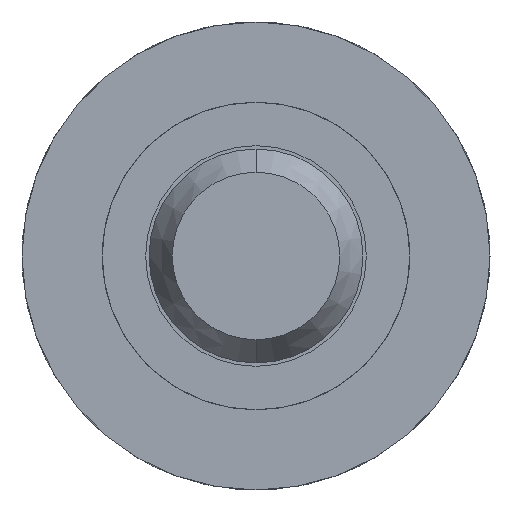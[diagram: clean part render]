
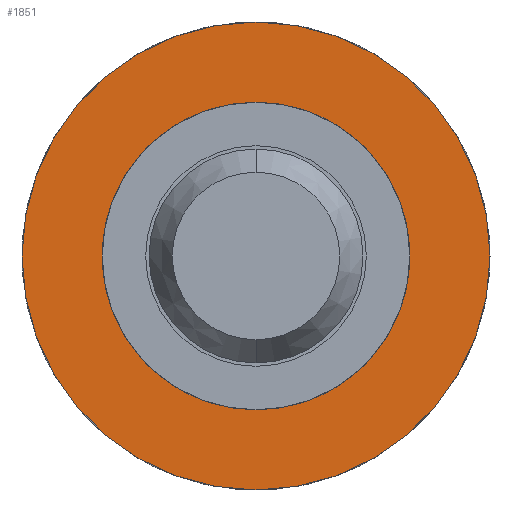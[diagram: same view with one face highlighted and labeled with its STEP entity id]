
A CAD part, front view. The second image highlights one B-rep face of the part: STEP entity #1851.
In plain terms, the highlighted planar face has unit normal (0, -1, 0).
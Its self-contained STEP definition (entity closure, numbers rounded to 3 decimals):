
#45 = DIRECTION ( 'NONE',  ( 0., -1., 0. ) ) ;
#117 = VERTEX_POINT ( 'NONE', #1278 ) ;
#427 = ORIENTED_EDGE ( 'NONE', *, *, #6446, .F. ) ;
#473 = ORIENTED_EDGE ( 'NONE', *, *, #4748, .T. ) ;
#538 = DIRECTION ( 'NONE',  ( 0., 0., -1. ) ) ;
#859 = CIRCLE ( 'NONE', #2273, 1.75 ) ;
#903 = CARTESIAN_POINT ( 'NONE',  ( 0., 5.6, 0. ) ) ;
#1278 = CARTESIAN_POINT ( 'NONE',  ( 0., 5.6, 0.5 ) ) ;
#1538 = EDGE_LOOP ( 'NONE', ( #5309, #473 ) ) ;
#1762 = FACE_OUTER_BOUND ( 'NONE', #1538, .T. ) ;
#1851 = ADVANCED_FACE ( 'Defeature ausgef�hrt2_21', ( #1762, #6538 ), #2011, .T. ) ;
#2006 = EDGE_CURVE ( 'Defeature ausgef�hrt2_21+Defeature ausgef�hrt2_22+Defeature ausgef�hrt2_22+Defeature ausgef�hrt2_22', #2638, #4193, #4872, .T. ) ;
#2011 = PLANE ( 'NONE',  #3055 ) ;
#2025 = CARTESIAN_POINT ( 'NONE',  ( 0., 5.6, -1.75 ) ) ;
#2273 = AXIS2_PLACEMENT_3D ( 'NONE', #6365, #5810, #6314 ) ;
#2379 = EDGE_LOOP ( 'NONE', ( #5683, #427 ) ) ;
#2522 = DIRECTION ( 'NONE',  ( 0., 0., -1. ) ) ;
#2638 = VERTEX_POINT ( 'NONE', #2025 ) ;
#2910 = CARTESIAN_POINT ( 'NONE',  ( 0., 5.6, -0.5 ) ) ;
#2950 = DIRECTION ( 'NONE',  ( 0., 0., -1. ) ) ;
#2953 = DIRECTION ( 'NONE',  ( 0., -1., 0. ) ) ;
#3055 = AXIS2_PLACEMENT_3D ( 'NONE', #3961, #5574, #2522 ) ;
#3083 = CIRCLE ( 'NONE', #4833, 0.5 ) ;
#3235 = CIRCLE ( 'NONE', #5977, 0.5 ) ;
#3961 = CARTESIAN_POINT ( 'NONE',  ( 1.75, 5.6, 0. ) ) ;
#3990 = VERTEX_POINT ( 'NONE', #2910 ) ;
#4010 = DIRECTION ( 'NONE',  ( 0., 0., -1. ) ) ;
#4193 = VERTEX_POINT ( 'NONE', #6261 ) ;
#4489 = CARTESIAN_POINT ( 'NONE',  ( 0., 5.6, 0. ) ) ;
#4748 = EDGE_CURVE ( 'Defeature ausgef�hrt2_21+Defeature ausgef�hrt2_22+Defeature ausgef�hrt2_22+Defeature ausgef�hrt2_22', #4193, #2638, #859, .T. ) ;
#4833 = AXIS2_PLACEMENT_3D ( 'NONE', #903, #6472, #2950 ) ;
#4872 = CIRCLE ( 'NONE', #5172, 1.75 ) ;
#5172 = AXIS2_PLACEMENT_3D ( 'NONE', #6107, #45, #538 ) ;
#5309 = ORIENTED_EDGE ( 'NONE', *, *, #2006, .T. ) ;
#5574 = DIRECTION ( 'NONE',  ( 0., -1., 0. ) ) ;
#5683 = ORIENTED_EDGE ( 'NONE', *, *, #5940, .F. ) ;
#5810 = DIRECTION ( 'NONE',  ( 0., -1., 0. ) ) ;
#5940 = EDGE_CURVE ( 'Defeature ausgef�hrt2_0+Defeature ausgef�hrt2_21+Defeature ausgef�hrt2_21+Defeature ausgef�hrt2_21', #3990, #117, #3235, .T. ) ;
#5977 = AXIS2_PLACEMENT_3D ( 'NONE', #4489, #2953, #4010 ) ;
#6107 = CARTESIAN_POINT ( 'NONE',  ( 0., 5.6, 0. ) ) ;
#6261 = CARTESIAN_POINT ( 'NONE',  ( 0., 5.6, 1.75 ) ) ;
#6314 = DIRECTION ( 'NONE',  ( 0., 0., -1. ) ) ;
#6365 = CARTESIAN_POINT ( 'NONE',  ( 0., 5.6, 0. ) ) ;
#6446 = EDGE_CURVE ( 'Defeature ausgef�hrt2_0+Defeature ausgef�hrt2_21+Defeature ausgef�hrt2_21+Defeature ausgef�hrt2_21', #117, #3990, #3083, .T. ) ;
#6472 = DIRECTION ( 'NONE',  ( 0., -1., 0. ) ) ;
#6538 = FACE_BOUND ( 'NONE', #2379, .T. ) ;
